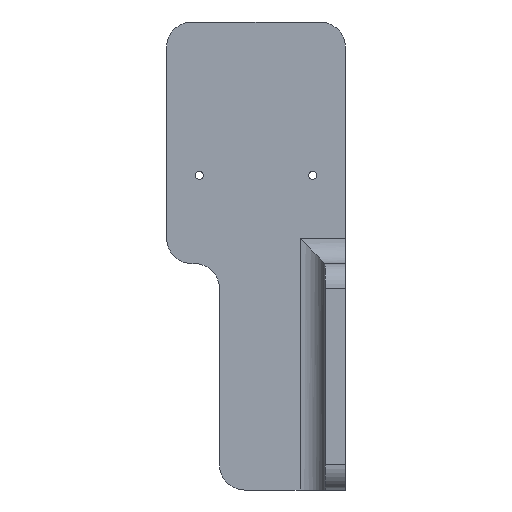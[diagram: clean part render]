
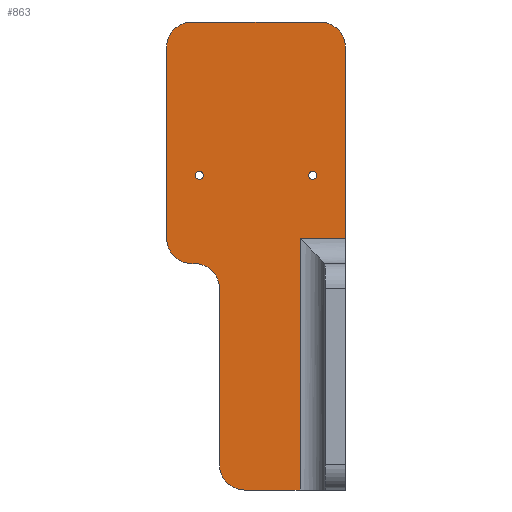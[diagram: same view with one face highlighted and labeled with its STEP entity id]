
A CAD part, front view. The second image highlights one B-rep face of the part: STEP entity #863.
In plain terms, the highlighted planar face has unit normal (0, -1, 0).
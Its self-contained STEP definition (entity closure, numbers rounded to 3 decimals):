
#1 = CIRCLE ( 'NONE', #49, 10. ) ;
#11 = ORIENTED_EDGE ( 'NONE', *, *, #939, .F. ) ;
#21 = CARTESIAN_POINT ( 'NONE',  ( -14.5, 0., -58. ) ) ;
#22 = ORIENTED_EDGE ( 'NONE', *, *, #744, .T. ) ;
#23 = DIRECTION ( 'NONE',  ( 0., 0., 1. ) ) ;
#36 = ORIENTED_EDGE ( 'NONE', *, *, #726, .F. ) ;
#37 = DIRECTION ( 'NONE',  ( 0., 0., 1. ) ) ;
#49 = AXIS2_PLACEMENT_3D ( 'NONE', #578, #367, #294 ) ;
#50 = CARTESIAN_POINT ( 'NONE',  ( -35.5, 0., 38. ) ) ;
#54 = CARTESIAN_POINT ( 'NONE',  ( -14.5, 0., -58. ) ) ;
#58 = CARTESIAN_POINT ( 'NONE',  ( 22.5, 0., -13. ) ) ;
#61 = AXIS2_PLACEMENT_3D ( 'NONE', #166, #80, #23 ) ;
#64 = ORIENTED_EDGE ( 'NONE', *, *, #327, .F. ) ;
#69 = CARTESIAN_POINT ( 'NONE',  ( -35.5, 0., -38. ) ) ;
#70 = DIRECTION ( 'NONE',  ( 0., 0., -1. ) ) ;
#76 = DIRECTION ( 'NONE',  ( -1., 0., 0. ) ) ;
#79 = VERTEX_POINT ( 'NONE', #387 ) ;
#80 = DIRECTION ( 'NONE',  ( 0., 1., 0. ) ) ;
#83 = CARTESIAN_POINT ( 'NONE',  ( -4.5, 0., -138. ) ) ;
#86 = EDGE_LOOP ( 'NONE', ( #632, #449 ) ) ;
#92 = LINE ( 'NONE', #458, #563 ) ;
#96 = ORIENTED_EDGE ( 'NONE', *, *, #357, .F. ) ;
#116 = DIRECTION ( 'NONE',  ( 0., 0., -1. ) ) ;
#124 = CIRCLE ( 'NONE', #904, 10. ) ;
#127 = EDGE_CURVE ( 'NONE', #575, #428, #761, .T. ) ;
#136 = CARTESIAN_POINT ( 'NONE',  ( -22.5, 0., -13. ) ) ;
#137 = DIRECTION ( 'NONE',  ( 0., 1., 0. ) ) ;
#140 = DIRECTION ( 'NONE',  ( 0., 0., 1. ) ) ;
#144 = CIRCLE ( 'NONE', #666, 10. ) ;
#146 = CARTESIAN_POINT ( 'NONE',  ( 35.5, 0., -38. ) ) ;
#150 = DIRECTION ( 'NONE',  ( 0., 0., -1. ) ) ;
#157 = DIRECTION ( 'NONE',  ( 0., 0., 1. ) ) ;
#165 = VERTEX_POINT ( 'NONE', #400 ) ;
#166 = CARTESIAN_POINT ( 'NONE',  ( 22.5, 0., -13. ) ) ;
#188 = CARTESIAN_POINT ( 'NONE',  ( -4.5, 0., -128. ) ) ;
#198 = CARTESIAN_POINT ( 'NONE',  ( -22.5, 0., -11.4 ) ) ;
#200 = CARTESIAN_POINT ( 'NONE',  ( -25.5, 0., 48. ) ) ;
#209 = DIRECTION ( 'NONE',  ( 0., 1., 0. ) ) ;
#214 = LINE ( 'NONE', #783, #704 ) ;
#215 = LINE ( 'NONE', #362, #244 ) ;
#221 = VERTEX_POINT ( 'NONE', #50 ) ;
#222 = DIRECTION ( 'NONE',  ( 0., 1., 0. ) ) ;
#229 = EDGE_CURVE ( 'NONE', #771, #392, #325, .T. ) ;
#233 = DIRECTION ( 'NONE',  ( 0., 0., -1. ) ) ;
#239 = DIRECTION ( 'NONE',  ( 0., 0., 1. ) ) ;
#242 = CARTESIAN_POINT ( 'NONE',  ( -24.5, 0., -48. ) ) ;
#244 = VECTOR ( 'NONE', #76, 1000. ) ;
#259 = ORIENTED_EDGE ( 'NONE', *, *, #882, .F. ) ;
#262 = VECTOR ( 'NONE', #485, 1000. ) ;
#269 = VERTEX_POINT ( 'NONE', #784 ) ;
#276 = CARTESIAN_POINT ( 'NONE',  ( -25.5, 0., 38. ) ) ;
#280 = CARTESIAN_POINT ( 'NONE',  ( 17.5, 0., -138. ) ) ;
#288 = VECTOR ( 'NONE', #239, 1000. ) ;
#294 = DIRECTION ( 'NONE',  ( 0., 0., 1. ) ) ;
#313 = ORIENTED_EDGE ( 'NONE', *, *, #607, .F. ) ;
#325 = LINE ( 'NONE', #416, #532 ) ;
#327 = EDGE_CURVE ( 'NONE', #428, #494, #1, .T. ) ;
#336 = EDGE_CURVE ( 'NONE', #165, #796, #790, .T. ) ;
#349 = CIRCLE ( 'NONE', #431, 1.6 ) ;
#350 = DIRECTION ( 'NONE',  ( 1., 0., 0. ) ) ;
#357 = EDGE_CURVE ( 'NONE', #782, #221, #497, .T. ) ;
#362 = CARTESIAN_POINT ( 'NONE',  ( -25.5, 0., -48. ) ) ;
#367 = DIRECTION ( 'NONE',  ( 0., -1., 0. ) ) ;
#374 = CIRCLE ( 'NONE', #831, 10. ) ;
#375 = VERTEX_POINT ( 'NONE', #574 ) ;
#380 = CARTESIAN_POINT ( 'NONE',  ( 35.5, 0., 38. ) ) ;
#382 = AXIS2_PLACEMENT_3D ( 'NONE', #389, #222, #233 ) ;
#385 = EDGE_CURVE ( 'NONE', #221, #165, #124, .T. ) ;
#387 = CARTESIAN_POINT ( 'NONE',  ( 22.5, 0., -11.4 ) ) ;
#389 = CARTESIAN_POINT ( 'NONE',  ( -25.5, 0., -38. ) ) ;
#392 = VERTEX_POINT ( 'NONE', #884 ) ;
#395 = CIRCLE ( 'NONE', #382, 10. ) ;
#396 = EDGE_CURVE ( 'NONE', #494, #269, #215, .T. ) ;
#400 = CARTESIAN_POINT ( 'NONE',  ( -25.5, 0., 48. ) ) ;
#413 = ORIENTED_EDGE ( 'NONE', *, *, #385, .F. ) ;
#416 = CARTESIAN_POINT ( 'NONE',  ( 17.5, 0., -138. ) ) ;
#428 = VERTEX_POINT ( 'NONE', #54 ) ;
#431 = AXIS2_PLACEMENT_3D ( 'NONE', #136, #209, #140 ) ;
#434 = ORIENTED_EDGE ( 'NONE', *, *, #127, .F. ) ;
#449 = ORIENTED_EDGE ( 'NONE', *, *, #895, .T. ) ;
#453 = VERTEX_POINT ( 'NONE', #380 ) ;
#458 = CARTESIAN_POINT ( 'NONE',  ( 35.5, 0., -48. ) ) ;
#464 = CIRCLE ( 'NONE', #853, 1.6 ) ;
#475 = CIRCLE ( 'NONE', #61, 1.6 ) ;
#478 = DIRECTION ( 'NONE',  ( 0., 0., 1. ) ) ;
#485 = DIRECTION ( 'NONE',  ( -1., 0., 0. ) ) ;
#494 = VERTEX_POINT ( 'NONE', #242 ) ;
#497 = LINE ( 'NONE', #501, #662 ) ;
#501 = CARTESIAN_POINT ( 'NONE',  ( -35.5, 0., -38. ) ) ;
#505 = DIRECTION ( 'NONE',  ( 0., 1., 0. ) ) ;
#514 = DIRECTION ( 'NONE',  ( 0., 1., 0. ) ) ;
#532 = VECTOR ( 'NONE', #478, 1000. ) ;
#541 = CARTESIAN_POINT ( 'NONE',  ( 35.5, 0., -138. ) ) ;
#556 = LINE ( 'NONE', #541, #262 ) ;
#559 = EDGE_LOOP ( 'NONE', ( #638, #855, #259, #313, #588, #413, #96, #11, #686, #64, #434, #716, #36 ) ) ;
#563 = VECTOR ( 'NONE', #150, 1000. ) ;
#574 = CARTESIAN_POINT ( 'NONE',  ( -22.5, 0., -14.6 ) ) ;
#575 = VERTEX_POINT ( 'NONE', #757 ) ;
#577 = FACE_BOUND ( 'NONE', #903, .T. ) ;
#578 = CARTESIAN_POINT ( 'NONE',  ( -24.5, 0., -58. ) ) ;
#588 = ORIENTED_EDGE ( 'NONE', *, *, #336, .F. ) ;
#607 = EDGE_CURVE ( 'NONE', #796, #453, #144, .T. ) ;
#626 = AXIS2_PLACEMENT_3D ( 'NONE', #893, #514, #677 ) ;
#629 = DIRECTION ( 'NONE',  ( 0., 1., 0. ) ) ;
#632 = ORIENTED_EDGE ( 'NONE', *, *, #795, .T. ) ;
#638 = ORIENTED_EDGE ( 'NONE', *, *, #229, .T. ) ;
#651 = EDGE_CURVE ( 'NONE', #941, #575, #374, .T. ) ;
#654 = FACE_OUTER_BOUND ( 'NONE', #559, .T. ) ;
#662 = VECTOR ( 'NONE', #936, 1000. ) ;
#666 = AXIS2_PLACEMENT_3D ( 'NONE', #707, #629, #116 ) ;
#675 = CIRCLE ( 'NONE', #626, 1.6 ) ;
#677 = DIRECTION ( 'NONE',  ( 0., 0., 1. ) ) ;
#686 = ORIENTED_EDGE ( 'NONE', *, *, #396, .F. ) ;
#691 = DIRECTION ( 'NONE',  ( 0., 1., 0. ) ) ;
#704 = VECTOR ( 'NONE', #861, 1000. ) ;
#707 = CARTESIAN_POINT ( 'NONE',  ( 25.5, 0., 38. ) ) ;
#716 = ORIENTED_EDGE ( 'NONE', *, *, #651, .F. ) ;
#726 = EDGE_CURVE ( 'NONE', #771, #941, #556, .T. ) ;
#727 = FACE_BOUND ( 'NONE', #86, .T. ) ;
#743 = EDGE_CURVE ( 'NONE', #392, #823, #214, .T. ) ;
#744 = EDGE_CURVE ( 'NONE', #896, #79, #464, .T. ) ;
#756 = CARTESIAN_POINT ( 'NONE',  ( -4.5, 0., -128. ) ) ;
#757 = CARTESIAN_POINT ( 'NONE',  ( -14.5, 0., -128. ) ) ;
#761 = LINE ( 'NONE', #21, #288 ) ;
#771 = VERTEX_POINT ( 'NONE', #280 ) ;
#776 = VERTEX_POINT ( 'NONE', #198 ) ;
#782 = VERTEX_POINT ( 'NONE', #69 ) ;
#783 = CARTESIAN_POINT ( 'NONE',  ( 35.5, 0., -38. ) ) ;
#784 = CARTESIAN_POINT ( 'NONE',  ( -25.5, 0., -48. ) ) ;
#789 = CARTESIAN_POINT ( 'NONE',  ( 25.5, 0., 48. ) ) ;
#790 = LINE ( 'NONE', #200, #828 ) ;
#792 = ORIENTED_EDGE ( 'NONE', *, *, #950, .T. ) ;
#793 = DIRECTION ( 'NONE',  ( 0., 0., 1. ) ) ;
#795 = EDGE_CURVE ( 'NONE', #375, #776, #349, .T. ) ;
#796 = VERTEX_POINT ( 'NONE', #789 ) ;
#815 = CARTESIAN_POINT ( 'NONE',  ( 22.5, 0., -14.6 ) ) ;
#820 = DIRECTION ( 'NONE',  ( 0., 1., 0. ) ) ;
#823 = VERTEX_POINT ( 'NONE', #146 ) ;
#828 = VECTOR ( 'NONE', #350, 1000. ) ;
#831 = AXIS2_PLACEMENT_3D ( 'NONE', #188, #691, #37 ) ;
#853 = AXIS2_PLACEMENT_3D ( 'NONE', #58, #505, #793 ) ;
#855 = ORIENTED_EDGE ( 'NONE', *, *, #743, .T. ) ;
#861 = DIRECTION ( 'NONE',  ( 1., 0., 0. ) ) ;
#863 = ADVANCED_FACE ( 'NONE', ( #577, #727, #654 ), #946, .F. ) ;
#882 = EDGE_CURVE ( 'NONE', #453, #823, #92, .T. ) ;
#884 = CARTESIAN_POINT ( 'NONE',  ( 17.5, 0., -38. ) ) ;
#893 = CARTESIAN_POINT ( 'NONE',  ( -22.5, 0., -13. ) ) ;
#895 = EDGE_CURVE ( 'NONE', #776, #375, #675, .T. ) ;
#896 = VERTEX_POINT ( 'NONE', #815 ) ;
#903 = EDGE_LOOP ( 'NONE', ( #22, #792 ) ) ;
#904 = AXIS2_PLACEMENT_3D ( 'NONE', #276, #137, #70 ) ;
#931 = AXIS2_PLACEMENT_3D ( 'NONE', #756, #820, #157 ) ;
#936 = DIRECTION ( 'NONE',  ( 0., 0., 1. ) ) ;
#939 = EDGE_CURVE ( 'NONE', #269, #782, #395, .T. ) ;
#941 = VERTEX_POINT ( 'NONE', #83 ) ;
#946 = PLANE ( 'NONE',  #931 ) ;
#950 = EDGE_CURVE ( 'NONE', #79, #896, #475, .T. ) ;
